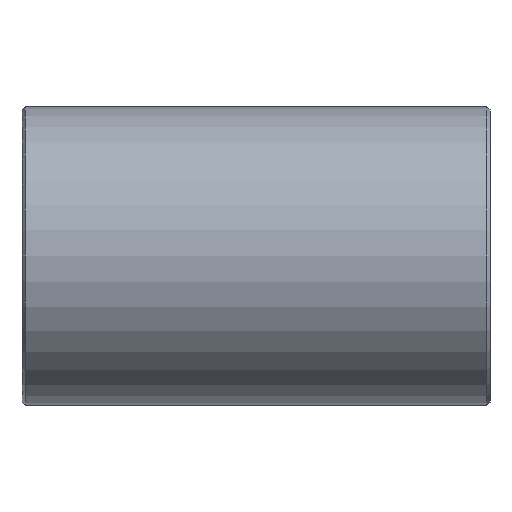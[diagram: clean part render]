
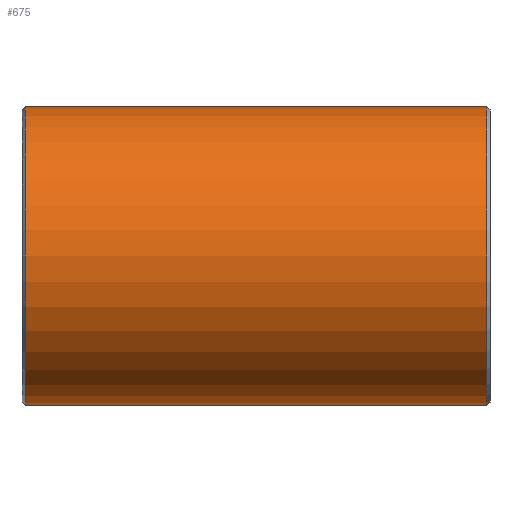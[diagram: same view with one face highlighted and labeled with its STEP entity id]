
A CAD part, front view. The second image highlights one B-rep face of the part: STEP entity #675.
In plain terms, the highlighted cylindrical face has radius 161.925 mm (diameter 323.85 mm), a partial arc.
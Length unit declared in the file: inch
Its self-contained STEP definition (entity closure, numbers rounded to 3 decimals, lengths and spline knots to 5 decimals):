
#42 = VERTEX_POINT ( 'NONE', #543 ) ;
#83 = AXIS2_PLACEMENT_3D ( 'NONE', #398, #685, #909 ) ;
#100 = CIRCLE ( 'NONE', #714, 6.375 ) ;
#103 = EDGE_CURVE ( 'NONE', #516, #42, #477, .T. ) ;
#113 = DIRECTION ( 'NONE',  ( 0., 0., 1. ) ) ;
#156 = VERTEX_POINT ( 'NONE', #257 ) ;
#165 = CARTESIAN_POINT ( 'NONE',  ( 10., 0., 6.375 ) ) ;
#174 = AXIS2_PLACEMENT_3D ( 'NONE', #576, #870, #113 ) ;
#175 = EDGE_CURVE ( 'NONE', #866, #516, #764, .T. ) ;
#218 = DIRECTION ( 'NONE',  ( -1., 0., 0. ) ) ;
#257 = CARTESIAN_POINT ( 'NONE',  ( 9.86467, 0., -6.375 ) ) ;
#291 = DIRECTION ( 'NONE',  ( -1., 0., 0. ) ) ;
#356 = CARTESIAN_POINT ( 'NONE',  ( 10., 0., -6.375 ) ) ;
#380 = ORIENTED_EDGE ( 'NONE', *, *, #175, .T. ) ;
#398 = CARTESIAN_POINT ( 'NONE',  ( -9.86467, 0., 0. ) ) ;
#417 = ORIENTED_EDGE ( 'NONE', *, *, #645, .F. ) ;
#430 = ORIENTED_EDGE ( 'NONE', *, *, #103, .T. ) ;
#477 = CIRCLE ( 'NONE', #83, 6.375 ) ;
#507 = ORIENTED_EDGE ( 'NONE', *, *, #614, .T. ) ;
#516 = VERTEX_POINT ( 'NONE', #535 ) ;
#535 = CARTESIAN_POINT ( 'NONE',  ( -9.86467, 0., 6.375 ) ) ;
#543 = CARTESIAN_POINT ( 'NONE',  ( -9.86467, 0., -6.375 ) ) ;
#555 = VECTOR ( 'NONE', #218, 39.37008 ) ;
#572 = CARTESIAN_POINT ( 'NONE',  ( 9.86467, 0., 6.375 ) ) ;
#576 = CARTESIAN_POINT ( 'NONE',  ( 10., 0., 0. ) ) ;
#586 = DIRECTION ( 'NONE',  ( 0., 0., -1. ) ) ;
#600 = LINE ( 'NONE', #356, #555 ) ;
#614 = EDGE_CURVE ( 'NONE', #156, #866, #100, .T. ) ;
#645 = EDGE_CURVE ( 'NONE', #156, #42, #600, .T. ) ;
#647 = FACE_OUTER_BOUND ( 'NONE', #808, .T. ) ;
#675 = ADVANCED_FACE ( 'NONE', ( #647 ), #939, .T. ) ;
#685 = DIRECTION ( 'NONE',  ( 1., 0., 0. ) ) ;
#696 = DIRECTION ( 'NONE',  ( -1., 0., 0. ) ) ;
#714 = AXIS2_PLACEMENT_3D ( 'NONE', #725, #291, #586 ) ;
#725 = CARTESIAN_POINT ( 'NONE',  ( 9.86467, 0., 0. ) ) ;
#764 = LINE ( 'NONE', #165, #789 ) ;
#789 = VECTOR ( 'NONE', #696, 39.37008 ) ;
#808 = EDGE_LOOP ( 'NONE', ( #417, #507, #380, #430 ) ) ;
#866 = VERTEX_POINT ( 'NONE', #572 ) ;
#870 = DIRECTION ( 'NONE',  ( -1., 0., 0. ) ) ;
#909 = DIRECTION ( 'NONE',  ( 0., 0., 1. ) ) ;
#939 = CYLINDRICAL_SURFACE ( 'NONE', #174, 6.375 ) ;
